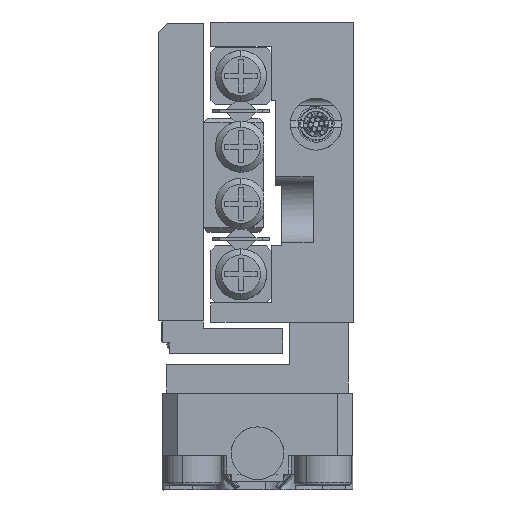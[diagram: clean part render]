
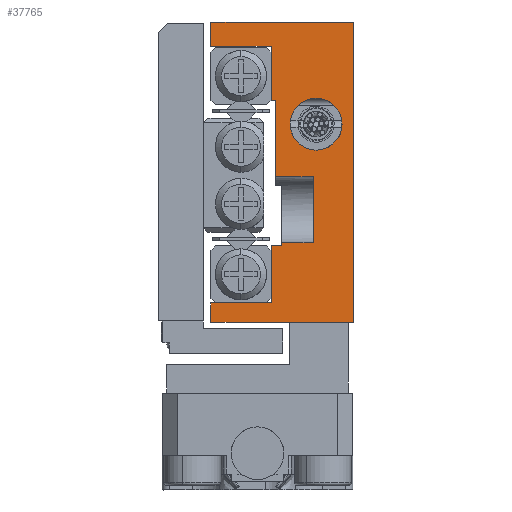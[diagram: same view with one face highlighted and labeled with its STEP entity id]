
A CAD part, left-side view. The second image highlights one B-rep face of the part: STEP entity #37765.
In plain terms, the highlighted planar face has unit normal (-1, 0, 0).
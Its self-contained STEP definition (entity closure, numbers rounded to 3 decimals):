
#772 = CIRCLE ( 'NONE', #12936, 1.727 ) ;
#1709 = EDGE_LOOP ( 'NONE', ( #58605, #57161, #9410, #46090, #28042, #40137, #44277, #39858, #27965, #15283, #33130, #49400, #50857, #5353, #16678, #15559 ) ) ;
#2063 = CARTESIAN_POINT ( 'NONE',  ( -10., -2.141, -4.7 ) ) ;
#2639 = LINE ( 'NONE', #2063, #9772 ) ;
#3166 = LINE ( 'NONE', #47949, #7764 ) ;
#3170 = DIRECTION ( 'NONE',  ( 0., 0., 1. ) ) ;
#3320 = EDGE_CURVE ( 'NONE', #23765, #18558, #16025, .T. ) ;
#3510 = CARTESIAN_POINT ( 'NONE',  ( -10., 5.5, -8.7 ) ) ;
#4607 = LINE ( 'NONE', #37501, #19144 ) ;
#5241 = CARTESIAN_POINT ( 'NONE',  ( -10., 5.5, 4.8 ) ) ;
#5353 = ORIENTED_EDGE ( 'NONE', *, *, #49820, .F. ) ;
#5543 = VERTEX_POINT ( 'NONE', #27609 ) ;
#5646 = LINE ( 'NONE', #47135, #31581 ) ;
#6026 = CARTESIAN_POINT ( 'NONE',  ( -10., 4.8, -10. ) ) ;
#7414 = DIRECTION ( 'NONE',  ( 0., 0., 1. ) ) ;
#7764 = VECTOR ( 'NONE', #24843, 1000. ) ;
#8119 = CARTESIAN_POINT ( 'NONE',  ( -10., -2.141, -0.3 ) ) ;
#8203 = CARTESIAN_POINT ( 'NONE',  ( -10., 5.5, -10. ) ) ;
#8484 = CARTESIAN_POINT ( 'NONE',  ( -10., 5.5, -4.9 ) ) ;
#8979 = DIRECTION ( 'NONE',  ( 0., 1., 0. ) ) ;
#9410 = ORIENTED_EDGE ( 'NONE', *, *, #36852, .T. ) ;
#9642 = ORIENTED_EDGE ( 'NONE', *, *, #21377, .F. ) ;
#9772 = VECTOR ( 'NONE', #12410, 1000. ) ;
#12410 = DIRECTION ( 'NONE',  ( 0., 1., 0. ) ) ;
#12936 = AXIS2_PLACEMENT_3D ( 'NONE', #18988, #14541, #23445 ) ;
#13620 = VECTOR ( 'NONE', #58336, 1000. ) ;
#13847 = VECTOR ( 'NONE', #7414, 1000. ) ;
#14051 = CARTESIAN_POINT ( 'NONE',  ( -10., 5.5, -10. ) ) ;
#14317 = LINE ( 'NONE', #49297, #57899 ) ;
#14465 = DIRECTION ( 'NONE',  ( 0., 0., 1. ) ) ;
#14541 = DIRECTION ( 'NONE',  ( -1., 0., 0. ) ) ;
#14818 = VERTEX_POINT ( 'NONE', #20622 ) ;
#15142 = FACE_OUTER_BOUND ( 'NONE', #1709, .T. ) ;
#15283 = ORIENTED_EDGE ( 'NONE', *, *, #45268, .F. ) ;
#15559 = ORIENTED_EDGE ( 'NONE', *, *, #27780, .F. ) ;
#15988 = VERTEX_POINT ( 'NONE', #47412 ) ;
#16025 = LINE ( 'NONE', #57530, #13847 ) ;
#16546 = LINE ( 'NONE', #20700, #53456 ) ;
#16678 = ORIENTED_EDGE ( 'NONE', *, *, #54518, .F. ) ;
#16782 = CARTESIAN_POINT ( 'NONE',  ( -10., 0., 10. ) ) ;
#16897 = EDGE_CURVE ( 'NONE', #49904, #23765, #53795, .T. ) ;
#16941 = EDGE_CURVE ( 'NONE', #15988, #5543, #46933, .T. ) ;
#17798 = CARTESIAN_POINT ( 'NONE',  ( -10., 2.692, -0.3 ) ) ;
#18558 = VERTEX_POINT ( 'NONE', #16782 ) ;
#18988 = CARTESIAN_POINT ( 'NONE',  ( -10., 2.5, 3.2 ) ) ;
#19144 = VECTOR ( 'NONE', #55603, 1000. ) ;
#19381 = LINE ( 'NONE', #37454, #29442 ) ;
#19834 = CARTESIAN_POINT ( 'NONE',  ( -10., 9.5, -10. ) ) ;
#19859 = EDGE_CURVE ( 'NONE', #31598, #57189, #40811, .T. ) ;
#20321 = VERTEX_POINT ( 'NONE', #5241 ) ;
#20622 = CARTESIAN_POINT ( 'NONE',  ( -10., 2.5, 4.927 ) ) ;
#20700 = CARTESIAN_POINT ( 'NONE',  ( -10., 5.5, -10. ) ) ;
#21377 = EDGE_CURVE ( 'NONE', #53877, #14818, #772, .T. ) ;
#22799 = CARTESIAN_POINT ( 'NONE',  ( -10., 5.2, 4.8 ) ) ;
#23445 = DIRECTION ( 'NONE',  ( 0., 0., 1. ) ) ;
#23646 = LINE ( 'NONE', #46467, #51424 ) ;
#23765 = VERTEX_POINT ( 'NONE', #37513 ) ;
#24388 = DIRECTION ( 'NONE',  ( 0., 0., -1. ) ) ;
#24843 = DIRECTION ( 'NONE',  ( 0., 1., 0. ) ) ;
#25700 = CARTESIAN_POINT ( 'NONE',  ( -10., 4.8, -4.9 ) ) ;
#26153 = EDGE_CURVE ( 'NONE', #36670, #15988, #19381, .T. ) ;
#26216 = CARTESIAN_POINT ( 'NONE',  ( -10., 2.692, -4.7 ) ) ;
#26875 = DIRECTION ( 'NONE',  ( 0., -1., 0. ) ) ;
#27609 = CARTESIAN_POINT ( 'NONE',  ( -10., 5.5, 8.4 ) ) ;
#27780 = EDGE_CURVE ( 'NONE', #41407, #50724, #58261, .T. ) ;
#27808 = VERTEX_POINT ( 'NONE', #26216 ) ;
#27965 = ORIENTED_EDGE ( 'NONE', *, *, #3320, .T. ) ;
#28042 = ORIENTED_EDGE ( 'NONE', *, *, #57036, .F. ) ;
#28602 = VECTOR ( 'NONE', #35416, 1000. ) ;
#28605 = AXIS2_PLACEMENT_3D ( 'NONE', #56059, #29065, #52978 ) ;
#28783 = PLANE ( 'NONE',  #28605 ) ;
#29065 = DIRECTION ( 'NONE',  ( 1., 0., 0. ) ) ;
#29442 = VECTOR ( 'NONE', #24388, 1000. ) ;
#29867 = LINE ( 'NONE', #8203, #31664 ) ;
#30009 = VECTOR ( 'NONE', #55832, 1000. ) ;
#31581 = VECTOR ( 'NONE', #46003, 1000. ) ;
#31598 = VERTEX_POINT ( 'NONE', #50161 ) ;
#31664 = VECTOR ( 'NONE', #3170, 1000. ) ;
#31900 = VECTOR ( 'NONE', #32128, 1000. ) ;
#32128 = DIRECTION ( 'NONE',  ( 0., -1., 0. ) ) ;
#32429 = CARTESIAN_POINT ( 'NONE',  ( -10., 5.5, 8.4 ) ) ;
#32734 = LINE ( 'NONE', #6026, #46567 ) ;
#33130 = ORIENTED_EDGE ( 'NONE', *, *, #26153, .T. ) ;
#33294 = DIRECTION ( 'NONE',  ( 0., 0., -1. ) ) ;
#33745 = CARTESIAN_POINT ( 'NONE',  ( -10., 4.8, -4.7 ) ) ;
#34997 = VECTOR ( 'NONE', #26875, 1000. ) ;
#35163 = CARTESIAN_POINT ( 'NONE',  ( -10., 2.5, 1.473 ) ) ;
#35181 = EDGE_CURVE ( 'NONE', #53111, #41458, #3166, .T. ) ;
#35289 = CARTESIAN_POINT ( 'NONE',  ( -10., 9.5, -8.7 ) ) ;
#35416 = DIRECTION ( 'NONE',  ( 0., 1., 0. ) ) ;
#36123 = CIRCLE ( 'NONE', #39875, 1.727 ) ;
#36670 = VERTEX_POINT ( 'NONE', #39932 ) ;
#36852 = EDGE_CURVE ( 'NONE', #39994, #57189, #32734, .T. ) ;
#37454 = CARTESIAN_POINT ( 'NONE',  ( -10., 9.5, 10. ) ) ;
#37501 = CARTESIAN_POINT ( 'NONE',  ( -10., 2.692, -10. ) ) ;
#37513 = CARTESIAN_POINT ( 'NONE',  ( -10., 0., -10. ) ) ;
#37765 = ADVANCED_FACE ( 'NONE', ( #53287, #15142 ), #28783, .F. ) ;
#38318 = ORIENTED_EDGE ( 'NONE', *, *, #41473, .F. ) ;
#39243 = EDGE_LOOP ( 'NONE', ( #38318, #9642 ) ) ;
#39729 = DIRECTION ( 'NONE',  ( 0., 0., 1. ) ) ;
#39858 = ORIENTED_EDGE ( 'NONE', *, *, #16897, .T. ) ;
#39875 = AXIS2_PLACEMENT_3D ( 'NONE', #53076, #40615, #39729 ) ;
#39892 = CARTESIAN_POINT ( 'NONE',  ( -10., 5.2, -0.3 ) ) ;
#39932 = CARTESIAN_POINT ( 'NONE',  ( -10., 9.5, 10. ) ) ;
#39994 = VERTEX_POINT ( 'NONE', #33745 ) ;
#40137 = ORIENTED_EDGE ( 'NONE', *, *, #35181, .T. ) ;
#40245 = LINE ( 'NONE', #44393, #13620 ) ;
#40615 = DIRECTION ( 'NONE',  ( -1., 0., 0. ) ) ;
#40811 = LINE ( 'NONE', #8484, #34997 ) ;
#41407 = VERTEX_POINT ( 'NONE', #17798 ) ;
#41458 = VERTEX_POINT ( 'NONE', #35289 ) ;
#41473 = EDGE_CURVE ( 'NONE', #14818, #53877, #36123, .T. ) ;
#43826 = DIRECTION ( 'NONE',  ( 0., 0., 1. ) ) ;
#44277 = ORIENTED_EDGE ( 'NONE', *, *, #52717, .T. ) ;
#44393 = CARTESIAN_POINT ( 'NONE',  ( -10., 5.5, 10. ) ) ;
#45268 = EDGE_CURVE ( 'NONE', #36670, #18558, #40245, .T. ) ;
#46003 = DIRECTION ( 'NONE',  ( 0., 0., -1. ) ) ;
#46090 = ORIENTED_EDGE ( 'NONE', *, *, #19859, .F. ) ;
#46467 = CARTESIAN_POINT ( 'NONE',  ( -10., 5.2, 4.8 ) ) ;
#46567 = VECTOR ( 'NONE', #33294, 1000. ) ;
#46933 = LINE ( 'NONE', #32429, #30009 ) ;
#47135 = CARTESIAN_POINT ( 'NONE',  ( -10., 9.5, -10. ) ) ;
#47412 = CARTESIAN_POINT ( 'NONE',  ( -10., 9.5, 8.4 ) ) ;
#47949 = CARTESIAN_POINT ( 'NONE',  ( -10., 5.5, -8.7 ) ) ;
#49297 = CARTESIAN_POINT ( 'NONE',  ( -10., 5.5, 4.8 ) ) ;
#49400 = ORIENTED_EDGE ( 'NONE', *, *, #16941, .T. ) ;
#49820 = EDGE_CURVE ( 'NONE', #58470, #20321, #14317, .T. ) ;
#49904 = VERTEX_POINT ( 'NONE', #19834 ) ;
#50161 = CARTESIAN_POINT ( 'NONE',  ( -10., 5.5, -4.9 ) ) ;
#50724 = VERTEX_POINT ( 'NONE', #39892 ) ;
#50827 = EDGE_CURVE ( 'NONE', #41407, #27808, #4607, .T. ) ;
#50857 = ORIENTED_EDGE ( 'NONE', *, *, #57599, .F. ) ;
#51424 = VECTOR ( 'NONE', #14465, 1000. ) ;
#52717 = EDGE_CURVE ( 'NONE', #41458, #49904, #5646, .T. ) ;
#52978 = DIRECTION ( 'NONE',  ( 0., 0., -1. ) ) ;
#52998 = EDGE_CURVE ( 'NONE', #27808, #39994, #2639, .T. ) ;
#53076 = CARTESIAN_POINT ( 'NONE',  ( -10., 2.5, 3.2 ) ) ;
#53111 = VERTEX_POINT ( 'NONE', #3510 ) ;
#53287 = FACE_BOUND ( 'NONE', #39243, .T. ) ;
#53456 = VECTOR ( 'NONE', #43826, 1000. ) ;
#53795 = LINE ( 'NONE', #14051, #31900 ) ;
#53877 = VERTEX_POINT ( 'NONE', #35163 ) ;
#54518 = EDGE_CURVE ( 'NONE', #50724, #58470, #23646, .T. ) ;
#55603 = DIRECTION ( 'NONE',  ( 0., 0., -1. ) ) ;
#55832 = DIRECTION ( 'NONE',  ( 0., -1., 0. ) ) ;
#56059 = CARTESIAN_POINT ( 'NONE',  ( -10., 5.5, -10. ) ) ;
#57036 = EDGE_CURVE ( 'NONE', #53111, #31598, #29867, .T. ) ;
#57161 = ORIENTED_EDGE ( 'NONE', *, *, #52998, .T. ) ;
#57189 = VERTEX_POINT ( 'NONE', #25700 ) ;
#57530 = CARTESIAN_POINT ( 'NONE',  ( -10., 0., -10. ) ) ;
#57599 = EDGE_CURVE ( 'NONE', #20321, #5543, #16546, .T. ) ;
#57899 = VECTOR ( 'NONE', #8979, 1000. ) ;
#58261 = LINE ( 'NONE', #8119, #28602 ) ;
#58336 = DIRECTION ( 'NONE',  ( 0., -1., 0. ) ) ;
#58470 = VERTEX_POINT ( 'NONE', #22799 ) ;
#58605 = ORIENTED_EDGE ( 'NONE', *, *, #50827, .T. ) ;
